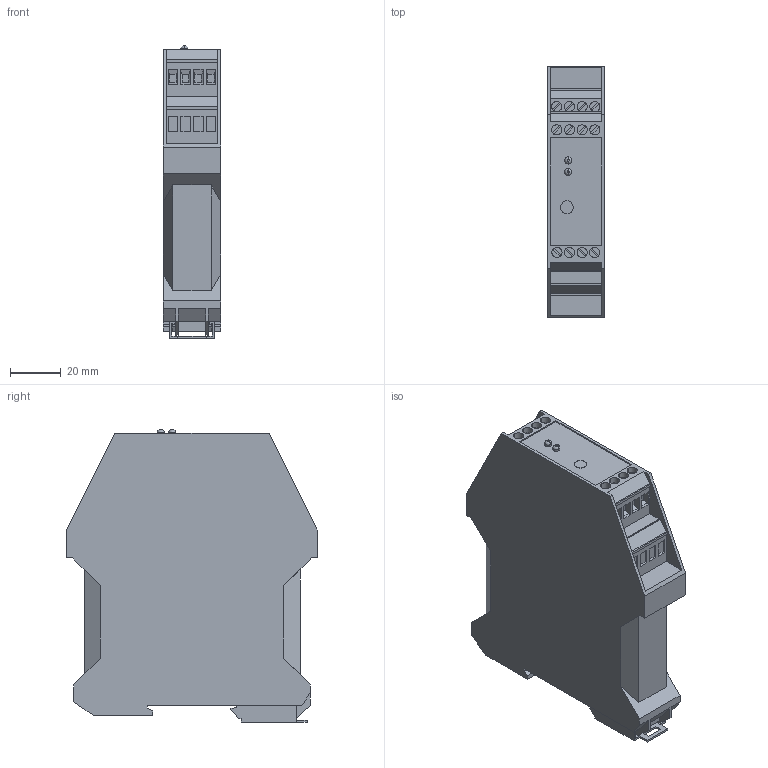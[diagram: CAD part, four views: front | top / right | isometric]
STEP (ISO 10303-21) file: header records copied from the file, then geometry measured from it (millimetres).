
FILE_DESCRIPTION(('Creo Elements/Direct Modeling STEP Export'),'2;1');
FILE_NAME('model.stp','2020-06-03T 9:06:29',(''),(''),'Creo Elements/Direct Modeling STEP processor for AP214 (Solid Model)','Creo Elements/Direct Modeling 20.1A 29-Sep-2018 (C) Parametric Technology GmbH','');
FILE_SCHEMA(('AUTOMOTIVE_DESIGN { 1 0 10303 214 1 1 1 1 }'));
Length unit declared in the file: millimetre
Products named in the file (2): MCR-S-10-50-UI-SW-DCI-22.5-select
Assembly tree (1 placements, depth 2):
  MCR-S-10-50-UI-SW-DCI-22.5-select
    MCR-S-10-50-UI-SW-DCI-22.5-select
Bounding box: 22.6 x 99 x 114.83 mm (x, y, z)
Volume: 199895.2 mm3; surface area: 32264.7 mm2
Topology: 1 solids, 1 shells, 398 faces, 1060 edges, 694 vertices
Faces by surface type: plane 364, cylinder 30, torus 4
Entity records: 14796 total; most frequent: ORIENTED_EDGE 2120, CARTESIAN_POINT 2024, DIRECTION 1749, EDGE_CURVE 1060, VECTOR 911, LINE 911, VERTEX_POINT 694, EDGE_LOOP 432
